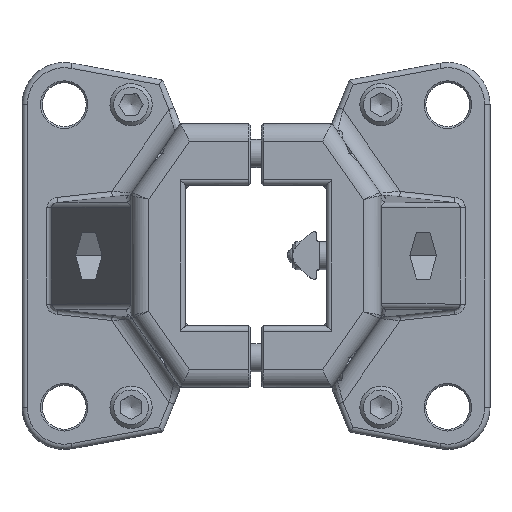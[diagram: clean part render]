
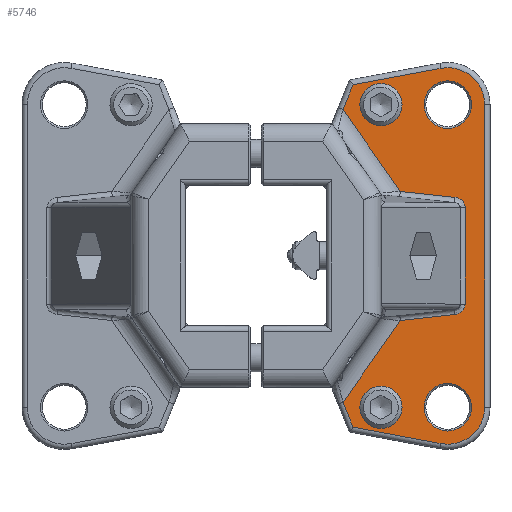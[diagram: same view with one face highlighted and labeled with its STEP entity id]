
A CAD part, top view. The second image highlights one B-rep face of the part: STEP entity #5746.
In plain terms, the highlighted planar face has unit normal (0, 0, 1).
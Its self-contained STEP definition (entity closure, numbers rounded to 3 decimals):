
#4654=CARTESIAN_POINT('',(15.5,49.,14.));
#4655=VERTEX_POINT('',#4654);
#4656=CARTESIAN_POINT('',(15.5,43.,14.));
#4657=DIRECTION('',(0.0,0.0,-1.0));
#4658=DIRECTION('',(0.0,-1.0,0.0));
#4659=AXIS2_PLACEMENT_3D('',#4656,#4657,#4658);
#4660=CIRCLE('',#4659,6.0);
#4661=EDGE_CURVE('',#4655,#4655,#4660,.T.);
#4998=CARTESIAN_POINT('',(15.5,-37.,14.));
#4999=VERTEX_POINT('',#4998);
#5000=CARTESIAN_POINT('',(15.5,-43.,14.));
#5001=DIRECTION('',(0.0,0.0,-1.0));
#5002=DIRECTION('',(0.0,-1.0,0.0));
#5003=AXIS2_PLACEMENT_3D('',#5000,#5001,#5002);
#5004=CIRCLE('',#5003,6.0);
#5005=EDGE_CURVE('',#4999,#4999,#5004,.T.);
#5303=CARTESIAN_POINT('',(36.478,-16.649,14.));
#5304=VERTEX_POINT('',#5303);
#5322=CARTESIAN_POINT('',(21.023,-18.329,14.));
#5323=VERTEX_POINT('',#5322);
#5331=CARTESIAN_POINT('',(21.023,-18.329,14.));
#5332=DIRECTION('',(0.994,0.108,0.0));
#5333=VECTOR('',#5332,15.546);
#5334=LINE('',#5331,#5333);
#5335=EDGE_CURVE('',#5323,#5304,#5334,.T.);
#5366=CARTESIAN_POINT('',(39.427,-13.671,14.));
#5367=VERTEX_POINT('',#5366);
#5385=CARTESIAN_POINT('',(36.073,-13.671,14.));
#5386=DIRECTION('',(0.0,0.0,1.0));
#5387=DIRECTION('',(1.0,0.,0.0));
#5388=AXIS2_PLACEMENT_3D('',#5385,#5386,#5387);
#5389=ELLIPSE('',#5388,3.354,3.0);
#5390=EDGE_CURVE('',#5304,#5367,#5389,.T.);
#5460=CARTESIAN_POINT('',(39.427,13.671,14.));
#5461=VERTEX_POINT('',#5460);
#5478=CARTESIAN_POINT('',(39.427,-13.671,14.));
#5479=DIRECTION('',(0.0,1.0,0.0));
#5480=VECTOR('',#5479,27.343);
#5481=LINE('',#5478,#5480);
#5482=EDGE_CURVE('',#5367,#5461,#5481,.T.);
#5513=CARTESIAN_POINT('',(36.478,16.649,14.));
#5514=VERTEX_POINT('',#5513);
#5532=CARTESIAN_POINT('',(36.073,13.671,14.));
#5533=DIRECTION('',(0.0,0.0,1.0));
#5534=DIRECTION('',(1.0,0.,0.0));
#5535=AXIS2_PLACEMENT_3D('',#5532,#5533,#5534);
#5536=ELLIPSE('',#5535,3.354,3.0);
#5537=EDGE_CURVE('',#5461,#5514,#5536,.T.);
#5547=CARTESIAN_POINT('',(21.023,18.329,14.));
#5548=VERTEX_POINT('',#5547);
#5565=CARTESIAN_POINT('',(36.478,16.649,14.));
#5566=DIRECTION('',(-0.994,0.108,0.0));
#5567=VECTOR('',#5566,15.546);
#5568=LINE('',#5565,#5567);
#5569=EDGE_CURVE('',#5514,#5548,#5568,.T.);
#5634=CARTESIAN_POINT('',(16.985,25.559,14.));
#5635=DIRECTION('',(0.0,0.0,1.0));
#5636=DIRECTION('',(1.0,0.0,0.0));
#5637=AXIS2_PLACEMENT_3D('',#5634,#5635,#5636);
#5638=PLANE('',#5637);
#5639=ORIENTED_EDGE('',*,*,#5569,.F.);
#5640=ORIENTED_EDGE('',*,*,#5537,.F.);
#5641=ORIENTED_EDGE('',*,*,#5482,.F.);
#5642=ORIENTED_EDGE('',*,*,#5390,.F.);
#5643=ORIENTED_EDGE('',*,*,#5335,.F.);
#5644=CARTESIAN_POINT('',(4.747,-41.58,14.));
#5645=VERTEX_POINT('',#5644);
#5646=CARTESIAN_POINT('',(4.747,-41.58,14.));
#5647=DIRECTION('',(0.573,0.819,0.0));
#5648=VECTOR('',#5647,28.381);
#5649=LINE('',#5646,#5648);
#5650=EDGE_CURVE('',#5645,#5323,#5649,.T.);
#5651=ORIENTED_EDGE('',*,*,#5650,.F.);
#5652=CARTESIAN_POINT('',(7.586,-48.676,14.));
#5653=VERTEX_POINT('',#5652);
#5654=CARTESIAN_POINT('',(7.586,-48.676,14.));
#5655=DIRECTION('',(-0.371,0.928,0.0));
#5656=VECTOR('',#5655,7.643);
#5657=LINE('',#5654,#5656);
#5658=EDGE_CURVE('',#5653,#5645,#5657,.T.);
#5659=ORIENTED_EDGE('',*,*,#5658,.F.);
#5660=CARTESIAN_POINT('',(32.581,-53.323,14.));
#5661=VERTEX_POINT('',#5660);
#5662=CARTESIAN_POINT('',(32.581,-53.323,14.));
#5663=DIRECTION('',(-0.983,0.183,0.0));
#5664=VECTOR('',#5663,25.423);
#5665=LINE('',#5662,#5664);
#5666=EDGE_CURVE('',#5661,#5653,#5665,.T.);
#5667=ORIENTED_EDGE('',*,*,#5666,.F.);
#5668=CARTESIAN_POINT('',(45.,-43.0,14.));
#5669=VERTEX_POINT('',#5668);
#5670=CARTESIAN_POINT('',(34.5,-43.,14.));
#5671=DIRECTION('',(0.0,0.0,-1.0));
#5672=DIRECTION('',(0.639,-0.769,0.0));
#5673=AXIS2_PLACEMENT_3D('',#5670,#5671,#5672);
#5674=CIRCLE('',#5673,10.5);
#5675=EDGE_CURVE('',#5669,#5661,#5674,.T.);
#5676=ORIENTED_EDGE('',*,*,#5675,.F.);
#5677=CARTESIAN_POINT('',(45.,43.0,14.));
#5678=VERTEX_POINT('',#5677);
#5679=CARTESIAN_POINT('',(45.,43.0,14.));
#5680=DIRECTION('',(0.0,-1.0,0.0));
#5681=VECTOR('',#5680,86.0);
#5682=LINE('',#5679,#5681);
#5683=EDGE_CURVE('',#5678,#5669,#5682,.T.);
#5684=ORIENTED_EDGE('',*,*,#5683,.F.);
#5685=CARTESIAN_POINT('',(32.581,53.323,14.));
#5686=VERTEX_POINT('',#5685);
#5687=CARTESIAN_POINT('',(34.5,43.,14.));
#5688=DIRECTION('',(0.0,0.0,-1.0));
#5689=DIRECTION('',(0.639,0.769,0.0));
#5690=AXIS2_PLACEMENT_3D('',#5687,#5688,#5689);
#5691=CIRCLE('',#5690,10.5);
#5692=EDGE_CURVE('',#5686,#5678,#5691,.T.);
#5693=ORIENTED_EDGE('',*,*,#5692,.F.);
#5694=CARTESIAN_POINT('',(7.586,48.676,14.));
#5695=VERTEX_POINT('',#5694);
#5696=CARTESIAN_POINT('',(7.586,48.676,14.));
#5697=DIRECTION('',(0.983,0.183,0.0));
#5698=VECTOR('',#5697,25.423);
#5699=LINE('',#5696,#5698);
#5700=EDGE_CURVE('',#5695,#5686,#5699,.T.);
#5701=ORIENTED_EDGE('',*,*,#5700,.F.);
#5702=CARTESIAN_POINT('',(4.747,41.58,14.));
#5703=VERTEX_POINT('',#5702);
#5704=CARTESIAN_POINT('',(4.747,41.58,14.));
#5705=DIRECTION('',(0.371,0.928,0.0));
#5706=VECTOR('',#5705,7.643);
#5707=LINE('',#5704,#5706);
#5708=EDGE_CURVE('',#5703,#5695,#5707,.T.);
#5709=ORIENTED_EDGE('',*,*,#5708,.F.);
#5710=CARTESIAN_POINT('',(21.023,18.329,14.));
#5711=DIRECTION('',(-0.573,0.819,0.0));
#5712=VECTOR('',#5711,28.381);
#5713=LINE('',#5710,#5712);
#5714=EDGE_CURVE('',#5548,#5703,#5713,.T.);
#5715=ORIENTED_EDGE('',*,*,#5714,.F.);
#5716=EDGE_LOOP('',(#5639,#5640,#5641,#5642,#5643,#5651,#5659,#5667,#5676,#5684,#5693,#5701,#5709,#5715));
#5717=FACE_OUTER_BOUND('',#5716,.T.);
#5718=ORIENTED_EDGE('',*,*,#4661,.T.);
#5719=EDGE_LOOP('',(#5718));
#5720=FACE_BOUND('',#5719,.T.);
#5721=ORIENTED_EDGE('',*,*,#5005,.T.);
#5722=EDGE_LOOP('',(#5721));
#5723=FACE_BOUND('',#5722,.T.);
#5724=CARTESIAN_POINT('',(41.25,43.0,14.));
#5725=VERTEX_POINT('',#5724);
#5726=CARTESIAN_POINT('',(34.5,43.0,14.));
#5727=DIRECTION('',(0.0,0.0,1.0));
#5728=DIRECTION('',(-1.0,0.0,0.0));
#5729=AXIS2_PLACEMENT_3D('',#5726,#5727,#5728);
#5730=CIRCLE('',#5729,6.75);
#5731=EDGE_CURVE('',#5725,#5725,#5730,.T.);
#5732=ORIENTED_EDGE('',*,*,#5731,.F.);
#5733=EDGE_LOOP('',(#5732));
#5734=FACE_BOUND('',#5733,.T.);
#5735=CARTESIAN_POINT('',(41.25,-43.0,14.));
#5736=VERTEX_POINT('',#5735);
#5737=CARTESIAN_POINT('',(34.5,-43.0,14.));
#5738=DIRECTION('',(0.0,0.0,1.0));
#5739=DIRECTION('',(-1.0,0.0,0.0));
#5740=AXIS2_PLACEMENT_3D('',#5737,#5738,#5739);
#5741=CIRCLE('',#5740,6.75);
#5742=EDGE_CURVE('',#5736,#5736,#5741,.T.);
#5743=ORIENTED_EDGE('',*,*,#5742,.F.);
#5744=EDGE_LOOP('',(#5743));
#5745=FACE_BOUND('',#5744,.T.);
#5746=ADVANCED_FACE('',(#5717,#5720,#5723,#5734,#5745),#5638,.T.);
